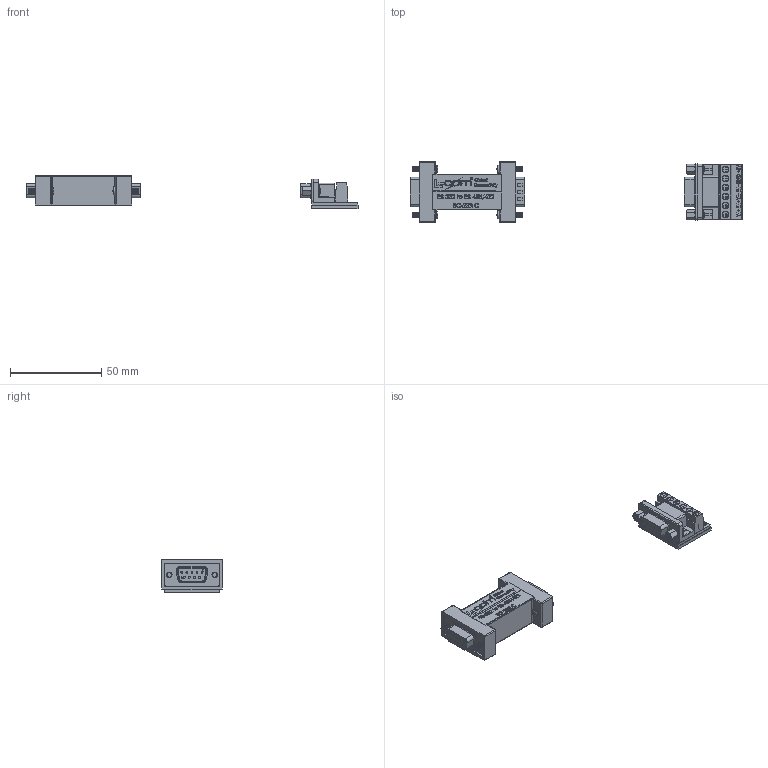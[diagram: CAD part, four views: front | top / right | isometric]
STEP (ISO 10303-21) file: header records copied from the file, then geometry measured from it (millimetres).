
FILE_DESCRIPTION (( 'STEP AP203' ), '1' );
FILE_NAME ('SC-232-C.STEP', '2011-03-31T20:46:25', ( 'x' ), ( 'Microsoft' ), 'SwSTEP 2.0', 'SolidWorks 2010', '' );
FILE_SCHEMA (( 'CONFIG_CONTROL_DESIGN' ));
Products named in the file (9): SD9P_Supplier Connector; 1AJ10-005_1AJ10-006; SC-232-C; 3AB01-150_C; SC-232; SD9S_Supplier Connector; SC-232-MA1; SC-232-MA2_C; SC-232-C_Supplier Connector
Assembly tree (12 placements, depth 3):
  SC-232-C
    3AB01-150_C
      SC-232-MA2_C
      SC-232-MA1  x4
      SC-232
      SD9S_Supplier Connector
      SD9P_Supplier Connector
    SC-232-C_Supplier Connector
    1AJ10-005_1AJ10-006  x2
Bounding box: 182.25 x 33.4 x 18.19 mm (x, y, z)
Volume: 30479.8 mm3; surface area: 16620.8 mm2
Topology: 11 solids, 11 shells, 2320 faces, 5692 edges, 3546 vertices
Faces by surface type: plane 1007, cylinder 428, cone 416, bspline 376, torus 67, sphere 26
Entity records: 86021 total; most frequent: CARTESIAN_POINT 44319, ORIENTED_EDGE 8980, DIRECTION 7196, EDGE_CURVE 4490, VECTOR 3000, LINE 3000, VERTEX_POINT 2913, AXIS2_PLACEMENT_3D 2098
